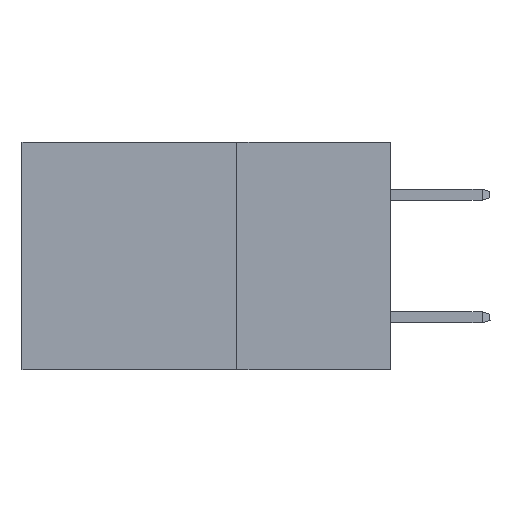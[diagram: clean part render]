
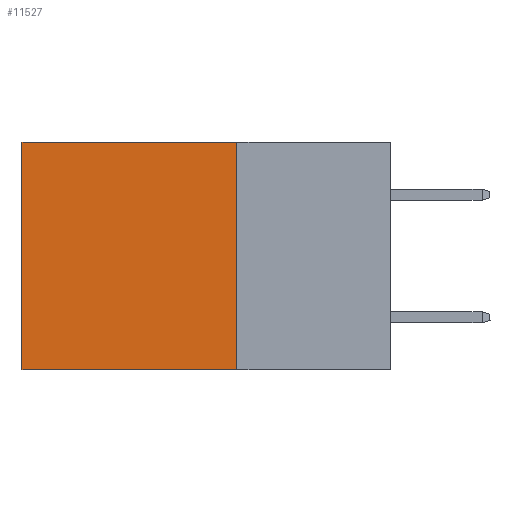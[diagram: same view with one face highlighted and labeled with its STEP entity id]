
A CAD part, left-side view. The second image highlights one B-rep face of the part: STEP entity #11527.
In plain terms, the highlighted planar face has unit normal (-1, 0, 0).
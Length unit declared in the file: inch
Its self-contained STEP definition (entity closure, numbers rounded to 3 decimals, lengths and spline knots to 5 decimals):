
#2033 = FACE_OUTER_BOUND ( 'NONE', #16640, .T. ) ;
#2785 = EDGE_CURVE ( 'NONE', #5256, #15510, #11070, .T. ) ;
#3138 = EDGE_CURVE ( 'NONE', #12595, #7991, #11055, .T. ) ;
#3172 = DIRECTION ( 'NONE',  ( 0., 1., 0. ) ) ;
#3350 = VECTOR ( 'NONE', #9637, 39.37008 ) ;
#4162 = VECTOR ( 'NONE', #12993, 39.37008 ) ;
#5256 = VERTEX_POINT ( 'NONE', #15031 ) ;
#5756 = CARTESIAN_POINT ( 'NONE',  ( 0.2875, 0.6, -0.37 ) ) ;
#6002 = CARTESIAN_POINT ( 'NONE',  ( 0.2875, 0.25, 0. ) ) ;
#6370 = ORIENTED_EDGE ( 'NONE', *, *, #13799, .F. ) ;
#6959 = CARTESIAN_POINT ( 'NONE',  ( 0.2875, 0.25, 0. ) ) ;
#7991 = VERTEX_POINT ( 'NONE', #14139 ) ;
#8608 = ORIENTED_EDGE ( 'NONE', *, *, #9796, .T. ) ;
#8622 = LINE ( 'NONE', #12190, #3350 ) ;
#9176 = ORIENTED_EDGE ( 'NONE', *, *, #2785, .F. ) ;
#9212 = ORIENTED_EDGE ( 'NONE', *, *, #3138, .T. ) ;
#9637 = DIRECTION ( 'NONE',  ( 0., 0., -1. ) ) ;
#9796 = EDGE_CURVE ( 'NONE', #7991, #15510, #8622, .T. ) ;
#9975 = CARTESIAN_POINT ( 'NONE',  ( 0.2875, 0.25, -0.37 ) ) ;
#10930 = AXIS2_PLACEMENT_3D ( 'NONE', #15686, #14400, #13097 ) ;
#11055 = LINE ( 'NONE', #6002, #12505 ) ;
#11070 = LINE ( 'NONE', #9975, #4162 ) ;
#11527 = ADVANCED_FACE ( 'NONE', ( #2033 ), #15634, .F. ) ;
#11872 = CARTESIAN_POINT ( 'NONE',  ( 0.2875, 0.25, 0. ) ) ;
#12190 = CARTESIAN_POINT ( 'NONE',  ( 0.2875, 0.6, 0. ) ) ;
#12242 = DIRECTION ( 'NONE',  ( 0., 0., -1. ) ) ;
#12505 = VECTOR ( 'NONE', #3172, 39.37008 ) ;
#12595 = VERTEX_POINT ( 'NONE', #11872 ) ;
#12662 = LINE ( 'NONE', #6959, #16877 ) ;
#12993 = DIRECTION ( 'NONE',  ( 0., 1., 0. ) ) ;
#13097 = DIRECTION ( 'NONE',  ( 0., 0., -1. ) ) ;
#13799 = EDGE_CURVE ( 'NONE', #12595, #5256, #12662, .T. ) ;
#14139 = CARTESIAN_POINT ( 'NONE',  ( 0.2875, 0.6, 0. ) ) ;
#14400 = DIRECTION ( 'NONE',  ( 1., 0., 0. ) ) ;
#15031 = CARTESIAN_POINT ( 'NONE',  ( 0.2875, 0.25, -0.37 ) ) ;
#15510 = VERTEX_POINT ( 'NONE', #5756 ) ;
#15634 = PLANE ( 'NONE',  #10930 ) ;
#15686 = CARTESIAN_POINT ( 'NONE',  ( 0.2875, 0.25, 0. ) ) ;
#16640 = EDGE_LOOP ( 'NONE', ( #8608, #9176, #6370, #9212 ) ) ;
#16877 = VECTOR ( 'NONE', #12242, 39.37008 ) ;
